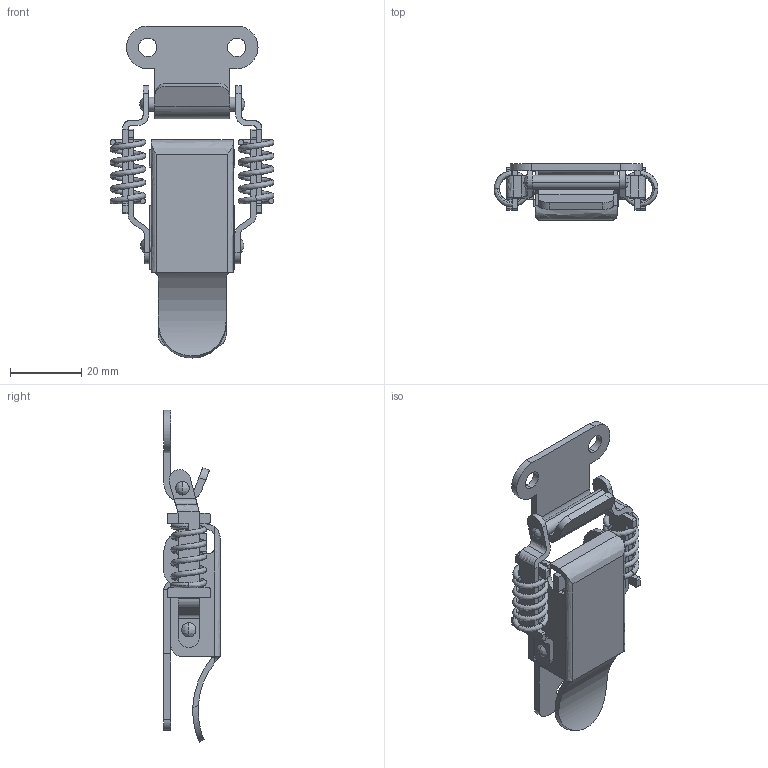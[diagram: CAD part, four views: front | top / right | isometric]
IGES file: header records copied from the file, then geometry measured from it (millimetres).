
Start section: ------------------------------------------------------------------------
Global section: file name: PC019.69172.TL_207SUS_1_23145.igs; native system: spGate; preprocessor: ver19.8.4 (****-****-****-****); author: Unknown; organization: Unknown; date: 250424.174215; units: millimetre
Bounding box: 46 x 15.8 x 93.24 mm (x, y, z)
Volume: 10077.3 mm3; surface area: 14359.5 mm2
Topology: 7 solids, 7 shells, 239 faces, 659 edges, 434 vertices
Faces by surface type: bspline 239
